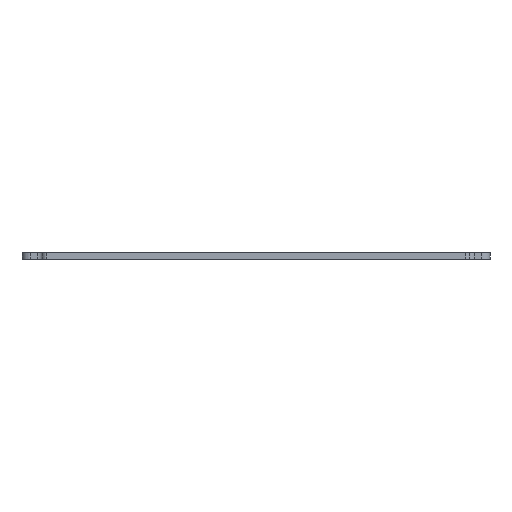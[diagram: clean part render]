
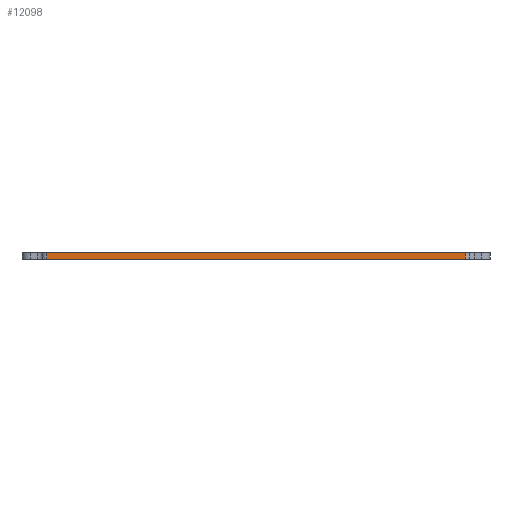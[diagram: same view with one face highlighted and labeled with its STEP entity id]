
A CAD part, left-side view. The second image highlights one B-rep face of the part: STEP entity #12098.
In plain terms, the highlighted planar face has unit normal (-1, 0, 0).
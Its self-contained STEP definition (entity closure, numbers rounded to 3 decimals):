
#450=PLANE('',#13276);
#1028=FACE_OUTER_BOUND('',#1620,.T.);
#1620=EDGE_LOOP('',(#9953,#9954,#9955,#9956));
#2926=LINE('',#20280,#4096);
#2927=LINE('',#20283,#4097);
#2928=LINE('',#20285,#4098);
#2929=LINE('',#20286,#4099);
#4096=VECTOR('',#16730,10.);
#4097=VECTOR('',#16733,10.);
#4098=VECTOR('',#16734,10.);
#4099=VECTOR('',#16735,10.);
#5873=VERTEX_POINT('',#20276);
#5874=VERTEX_POINT('',#20278);
#5875=VERTEX_POINT('',#20282);
#5876=VERTEX_POINT('',#20284);
#7618=EDGE_CURVE('',#5873,#5874,#2926,.T.);
#7619=EDGE_CURVE('',#5875,#5873,#2927,.T.);
#7620=EDGE_CURVE('',#5876,#5874,#2928,.T.);
#7621=EDGE_CURVE('',#5875,#5876,#2929,.T.);
#9953=ORIENTED_EDGE('',*,*,#7619,.T.);
#9954=ORIENTED_EDGE('',*,*,#7618,.T.);
#9955=ORIENTED_EDGE('',*,*,#7620,.F.);
#9956=ORIENTED_EDGE('',*,*,#7621,.F.);
#12098=ADVANCED_FACE('',(#1028),#450,.T.);
#13276=AXIS2_PLACEMENT_3D('',#20281,#16731,#16732);
#16730=DIRECTION('',(0.,0.,1.));
#16731=DIRECTION('center_axis',(-1.,0.,0.));
#16732=DIRECTION('ref_axis',(0.,-1.,0.));
#16733=DIRECTION('',(0.,-1.,0.));
#16734=DIRECTION('',(0.,-1.,0.));
#16735=DIRECTION('',(0.,0.,1.));
#20276=CARTESIAN_POINT('',(-67.944,-105.728,0.));
#20278=CARTESIAN_POINT('',(-67.944,-105.728,1.5));
#20280=CARTESIAN_POINT('',(-67.944,-105.728,0.));
#20281=CARTESIAN_POINT('Origin',(-67.944,-12.059,0.));
#20282=CARTESIAN_POINT('',(-67.944,-12.059,0.));
#20283=CARTESIAN_POINT('',(-67.944,-12.059,0.));
#20284=CARTESIAN_POINT('',(-67.944,-12.059,1.5));
#20285=CARTESIAN_POINT('',(-67.944,-12.059,1.5));
#20286=CARTESIAN_POINT('',(-67.944,-12.059,0.));
